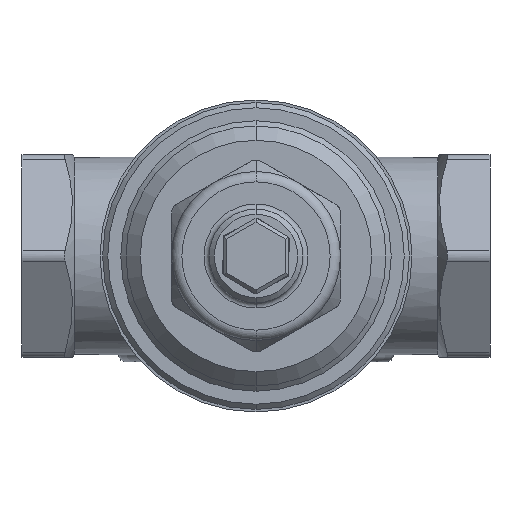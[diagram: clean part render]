
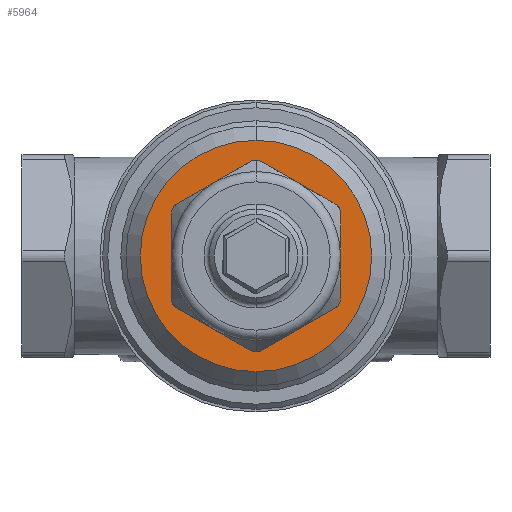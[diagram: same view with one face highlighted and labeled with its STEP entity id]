
A CAD part, front view. The second image highlights one B-rep face of the part: STEP entity #5964.
In plain terms, the highlighted planar face has unit normal (0, -1, 0).
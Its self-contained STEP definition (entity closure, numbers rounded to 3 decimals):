
#216 = EDGE_LOOP ( 'NONE', ( #21775, #23182, #16903, #15526, #21540, #20837, #21837, #11009, #17003, #12620, #16001, #13727, #14873 ) ) ;
#519 = DIRECTION ( 'NONE',  ( 0., 0., -1. ) ) ;
#645 = VERTEX_POINT ( 'NONE', #15972 ) ;
#729 = CARTESIAN_POINT ( 'NONE',  ( -12.135, -35.683, -16.454 ) ) ;
#756 = CIRCLE ( 'NONE', #13911, 2. ) ;
#778 = EDGE_CURVE ( 'NONE', #22632, #16764, #22607, .T. ) ;
#1274 = AXIS2_PLACEMENT_3D ( 'NONE', #19964, #10905, #7479 ) ;
#1689 = CIRCLE ( 'NONE', #4303, 2. ) ;
#1722 = EDGE_CURVE ( 'NONE', #14445, #2324, #21469, .T. ) ;
#1768 = EDGE_CURVE ( 'NONE', #16764, #21949, #12178, .T. ) ;
#2038 = DIRECTION ( 'NONE',  ( 0., 1., 0. ) ) ;
#2167 = EDGE_CURVE ( 'NONE', #10921, #4356, #8920, .T. ) ;
#2309 = AXIS2_PLACEMENT_3D ( 'NONE', #7473, #14649, #22156 ) ;
#2324 = VERTEX_POINT ( 'NONE', #21985 ) ;
#2394 = VERTEX_POINT ( 'NONE', #21871 ) ;
#2648 = EDGE_CURVE ( 'NONE', #21949, #9397, #21926, .T. ) ;
#2672 = EDGE_CURVE ( 'NONE', #15498, #11379, #4260, .T. ) ;
#2815 = FACE_BOUND ( 'NONE', #216, .T. ) ;
#2870 = AXIS2_PLACEMENT_3D ( 'NONE', #9752, #6219, #7629 ) ;
#3110 = DIRECTION ( 'NONE',  ( 0., 0., 1. ) ) ;
#3256 = DIRECTION ( 'NONE',  ( -0.866, 0., -0.5 ) ) ;
#4260 = CIRCLE ( 'NONE', #15144, 2. ) ;
#4303 = AXIS2_PLACEMENT_3D ( 'NONE', #16636, #7224, #519 ) ;
#4356 = VERTEX_POINT ( 'NONE', #16917 ) ;
#4493 = CARTESIAN_POINT ( 'NONE',  ( -11.135, -35.683, -18.187 ) ) ;
#4867 = VECTOR ( 'NONE', #22976, 1000. ) ;
#5206 = DIRECTION ( 'NONE',  ( 0., 1., 0. ) ) ;
#5323 = EDGE_CURVE ( 'NONE', #2324, #14445, #6577, .T. ) ;
#5823 = CARTESIAN_POINT ( 'NONE',  ( -12.135, -35.683, 0. ) ) ;
#5900 = EDGE_LOOP ( 'NONE', ( #12648, #21893 ) ) ;
#5964 = ADVANCED_FACE ( 'NONE', ( #2815, #19712 ), #23247, .T. ) ;
#6152 = EDGE_CURVE ( 'NONE', #2394, #10921, #1689, .T. ) ;
#6219 = DIRECTION ( 'NONE',  ( 0., 1., 0. ) ) ;
#6577 = CIRCLE ( 'NONE', #10714, 22.25 ) ;
#7224 = DIRECTION ( 'NONE',  ( 0., 1., 0. ) ) ;
#7232 = CARTESIAN_POINT ( 'NONE',  ( -12.135, -35.683, -18.454 ) ) ;
#7473 = CARTESIAN_POINT ( 'NONE',  ( 2.115, -35.683, -8.227 ) ) ;
#7479 = DIRECTION ( 'NONE',  ( 0., 0., -1. ) ) ;
#7602 = CARTESIAN_POINT ( 'NONE',  ( -27.385, -35.683, 9.959 ) ) ;
#7614 = EDGE_CURVE ( 'NONE', #9397, #645, #11081, .T. ) ;
#7629 = DIRECTION ( 'NONE',  ( 0., 0., -1. ) ) ;
#7941 = DIRECTION ( 'NONE',  ( 0., 1., 0. ) ) ;
#8366 = CARTESIAN_POINT ( 'NONE',  ( 3.115, -35.683, 9.959 ) ) ;
#8439 = CARTESIAN_POINT ( 'NONE',  ( -27.385, -35.683, -9.959 ) ) ;
#8617 = CARTESIAN_POINT ( 'NONE',  ( -12.135, -35.683, 0. ) ) ;
#8920 = LINE ( 'NONE', #13685, #14847 ) ;
#9397 = VERTEX_POINT ( 'NONE', #7232 ) ;
#9560 = AXIS2_PLACEMENT_3D ( 'NONE', #12518, #9976, #22578 ) ;
#9752 = CARTESIAN_POINT ( 'NONE',  ( 2.115, -35.683, 8.227 ) ) ;
#9976 = DIRECTION ( 'NONE',  ( 0., -1., 0. ) ) ;
#10005 = DIRECTION ( 'NONE',  ( -0.866, 0., 0.5 ) ) ;
#10576 = CARTESIAN_POINT ( 'NONE',  ( 4.115, -35.683, 8.227 ) ) ;
#10647 = VERTEX_POINT ( 'NONE', #19664 ) ;
#10693 = CARTESIAN_POINT ( 'NONE',  ( 4.115, -35.683, -8.227 ) ) ;
#10714 = AXIS2_PLACEMENT_3D ( 'NONE', #8617, #5206, #3110 ) ;
#10905 = DIRECTION ( 'NONE',  ( 0., 1., 0. ) ) ;
#10921 = VERTEX_POINT ( 'NONE', #7602 ) ;
#11009 = ORIENTED_EDGE ( 'NONE', *, *, #18824, .T. ) ;
#11081 = CIRCLE ( 'NONE', #12953, 2. ) ;
#11311 = AXIS2_PLACEMENT_3D ( 'NONE', #5823, #7941, #18427 ) ;
#11379 = VERTEX_POINT ( 'NONE', #20363 ) ;
#11985 = VECTOR ( 'NONE', #20936, 1000. ) ;
#12178 = LINE ( 'NONE', #13832, #20334 ) ;
#12518 = CARTESIAN_POINT ( 'NONE',  ( -27.182, -35.683, 0. ) ) ;
#12620 = ORIENTED_EDGE ( 'NONE', *, *, #19405, .T. ) ;
#12648 = ORIENTED_EDGE ( 'NONE', *, *, #1722, .F. ) ;
#12953 = AXIS2_PLACEMENT_3D ( 'NONE', #729, #2038, #16846 ) ;
#13685 = CARTESIAN_POINT ( 'NONE',  ( -13.135, -35.683, 18.187 ) ) ;
#13727 = ORIENTED_EDGE ( 'NONE', *, *, #2167, .T. ) ;
#13744 = CARTESIAN_POINT ( 'NONE',  ( -28.385, -35.683, 8.227 ) ) ;
#13832 = CARTESIAN_POINT ( 'NONE',  ( -11.135, -35.683, -18.187 ) ) ;
#13911 = AXIS2_PLACEMENT_3D ( 'NONE', #20508, #22507, #22150 ) ;
#14273 = CARTESIAN_POINT ( 'NONE',  ( 4.115, -35.683, -8.227 ) ) ;
#14445 = VERTEX_POINT ( 'NONE', #19436 ) ;
#14593 = VECTOR ( 'NONE', #10005, 1000. ) ;
#14649 = DIRECTION ( 'NONE',  ( 0., 1., 0. ) ) ;
#14847 = VECTOR ( 'NONE', #16115, 1000. ) ;
#14873 = ORIENTED_EDGE ( 'NONE', *, *, #22053, .T. ) ;
#15144 = AXIS2_PLACEMENT_3D ( 'NONE', #15240, #18669, #20312 ) ;
#15240 = CARTESIAN_POINT ( 'NONE',  ( -26.385, -35.683, -8.227 ) ) ;
#15498 = VERTEX_POINT ( 'NONE', #8439 ) ;
#15526 = ORIENTED_EDGE ( 'NONE', *, *, #778, .T. ) ;
#15699 = DIRECTION ( 'NONE',  ( 0., 0., -1. ) ) ;
#15972 = CARTESIAN_POINT ( 'NONE',  ( -13.135, -35.683, -18.187 ) ) ;
#16001 = ORIENTED_EDGE ( 'NONE', *, *, #6152, .T. ) ;
#16054 = LINE ( 'NONE', #14273, #20686 ) ;
#16115 = DIRECTION ( 'NONE',  ( 0.866, 0., 0.5 ) ) ;
#16577 = CARTESIAN_POINT ( 'NONE',  ( 3.115, -35.683, 9.959 ) ) ;
#16636 = CARTESIAN_POINT ( 'NONE',  ( -26.385, -35.683, 8.227 ) ) ;
#16764 = VERTEX_POINT ( 'NONE', #22917 ) ;
#16846 = DIRECTION ( 'NONE',  ( 0., 0., -1. ) ) ;
#16903 = ORIENTED_EDGE ( 'NONE', *, *, #21683, .T. ) ;
#16917 = CARTESIAN_POINT ( 'NONE',  ( -13.135, -35.683, 18.187 ) ) ;
#17003 = ORIENTED_EDGE ( 'NONE', *, *, #2672, .T. ) ;
#17320 = LINE ( 'NONE', #8366, #4867 ) ;
#17338 = EDGE_CURVE ( 'NONE', #19326, #21394, #20137, .T. ) ;
#18427 = DIRECTION ( 'NONE',  ( 0., 0., 1. ) ) ;
#18669 = DIRECTION ( 'NONE',  ( 0., 1., 0. ) ) ;
#18824 = EDGE_CURVE ( 'NONE', #645, #15498, #21195, .T. ) ;
#19052 = LINE ( 'NONE', #13744, #11985 ) ;
#19326 = VERTEX_POINT ( 'NONE', #16577 ) ;
#19405 = EDGE_CURVE ( 'NONE', #11379, #2394, #19052, .T. ) ;
#19436 = CARTESIAN_POINT ( 'NONE',  ( -12.135, -35.683, 22.25 ) ) ;
#19664 = CARTESIAN_POINT ( 'NONE',  ( -11.135, -35.683, 18.187 ) ) ;
#19712 = FACE_OUTER_BOUND ( 'NONE', #5900, .T. ) ;
#19964 = CARTESIAN_POINT ( 'NONE',  ( -12.135, -35.683, -16.454 ) ) ;
#20137 = CIRCLE ( 'NONE', #2870, 2. ) ;
#20187 = EDGE_CURVE ( 'NONE', #10647, #19326, #17320, .T. ) ;
#20312 = DIRECTION ( 'NONE',  ( 0., 0., -1. ) ) ;
#20334 = VECTOR ( 'NONE', #3256, 1000. ) ;
#20363 = CARTESIAN_POINT ( 'NONE',  ( -28.385, -35.683, -8.227 ) ) ;
#20508 = CARTESIAN_POINT ( 'NONE',  ( -12.135, -35.683, 16.454 ) ) ;
#20686 = VECTOR ( 'NONE', #15699, 1000. ) ;
#20837 = ORIENTED_EDGE ( 'NONE', *, *, #2648, .T. ) ;
#20936 = DIRECTION ( 'NONE',  ( 0., 0., 1. ) ) ;
#21195 = LINE ( 'NONE', #22488, #14593 ) ;
#21394 = VERTEX_POINT ( 'NONE', #10576 ) ;
#21469 = CIRCLE ( 'NONE', #11311, 22.25 ) ;
#21540 = ORIENTED_EDGE ( 'NONE', *, *, #1768, .T. ) ;
#21683 = EDGE_CURVE ( 'NONE', #21394, #22632, #16054, .T. ) ;
#21775 = ORIENTED_EDGE ( 'NONE', *, *, #20187, .T. ) ;
#21837 = ORIENTED_EDGE ( 'NONE', *, *, #7614, .T. ) ;
#21871 = CARTESIAN_POINT ( 'NONE',  ( -28.385, -35.683, 8.227 ) ) ;
#21893 = ORIENTED_EDGE ( 'NONE', *, *, #5323, .F. ) ;
#21926 = CIRCLE ( 'NONE', #1274, 2. ) ;
#21949 = VERTEX_POINT ( 'NONE', #4493 ) ;
#21985 = CARTESIAN_POINT ( 'NONE',  ( -12.135, -35.683, -22.25 ) ) ;
#22053 = EDGE_CURVE ( 'NONE', #4356, #10647, #756, .T. ) ;
#22150 = DIRECTION ( 'NONE',  ( 0., 0., -1. ) ) ;
#22156 = DIRECTION ( 'NONE',  ( 0., 0., -1. ) ) ;
#22488 = CARTESIAN_POINT ( 'NONE',  ( -27.385, -35.683, -9.959 ) ) ;
#22507 = DIRECTION ( 'NONE',  ( 0., 1., 0. ) ) ;
#22578 = DIRECTION ( 'NONE',  ( 0., 0., -1. ) ) ;
#22607 = CIRCLE ( 'NONE', #2309, 2. ) ;
#22632 = VERTEX_POINT ( 'NONE', #10693 ) ;
#22917 = CARTESIAN_POINT ( 'NONE',  ( 3.115, -35.683, -9.959 ) ) ;
#22976 = DIRECTION ( 'NONE',  ( 0.866, 0., -0.5 ) ) ;
#23182 = ORIENTED_EDGE ( 'NONE', *, *, #17338, .T. ) ;
#23247 = PLANE ( 'NONE',  #9560 ) ;
